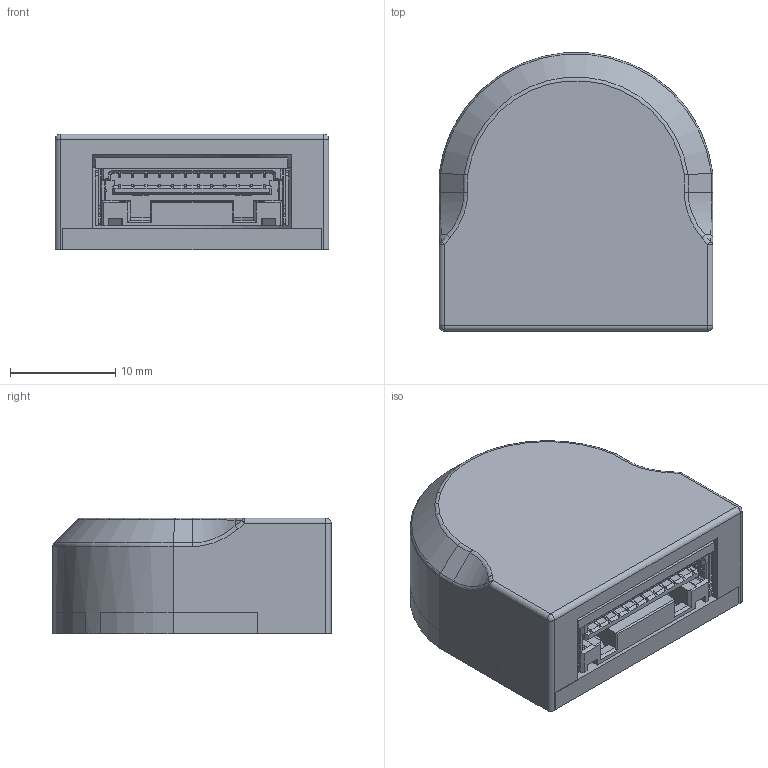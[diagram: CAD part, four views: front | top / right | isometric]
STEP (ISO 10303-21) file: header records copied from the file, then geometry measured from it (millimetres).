
FILE_DESCRIPTION(/* description */ (''),/* implementation_level */ '2;1');
FILE_NAME(/* name */ 'NME3-xxx-xxx-xx-C2.stp',/* time_stamp */ '2021-10-05T11:23:42+02:00',/* author */ ('marcos.hofstetter'),/* organization */ (''),/* preprocessor_version */ 'ST-DEVELOPER v17.2',/* originating_system */ 'Autodesk Inventor 2019',/* authorisation */ '');
FILE_SCHEMA (('AUTOMOTIVE_DESIGN { 1 0 10303 214 3 1 1 }'));
Length unit declared in the file: millimetre
Products named in the file (1): NME3-xxx-xxx-xx-C2
Bounding box: 26 x 26.46 x 11 mm (x, y, z)
Surface area: 4865.6 mm2 (no closed solid volume)
Topology: 0 solids, 4 shells, 805 faces, 2328 edges, 1527 vertices
Faces by surface type: plane 672, cylinder 117, cone 6, sphere 4, bspline 4, torus 2
Full cylindrical faces by diameter (mm): 2.8 x2, 9 x1
Entity records: 26315 total; most frequent: CARTESIAN_POINT 4765, ORIENTED_EDGE 4656, DIRECTION 4182, EDGE_CURVE 2328, LINE 2058, VECTOR 2058, VERTEX_POINT 1527, AXIS2_PLACEMENT_3D 1062
